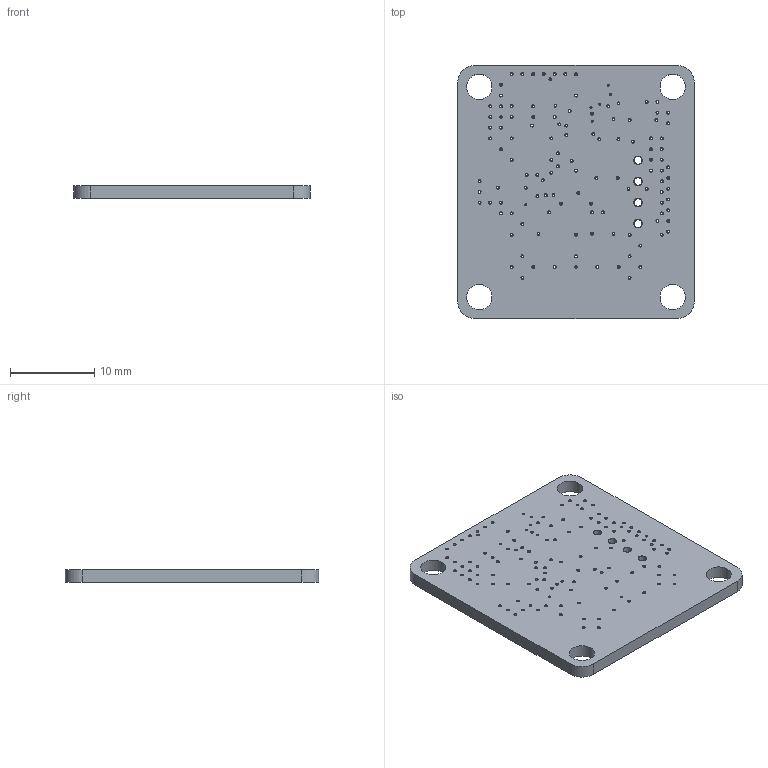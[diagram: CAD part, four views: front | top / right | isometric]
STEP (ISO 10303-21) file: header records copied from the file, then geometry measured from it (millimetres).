
FILE_DESCRIPTION(/* description */ (''),/* implementation_level */ '2;1');
FILE_NAME(/* name */ 'sensorBoadOutlin.step',/* time_stamp */ '2022-11-28T13:01:24+01:00',/* author */ (''),/* organization */ (''),/* preprocessor_version */ 'ST-DEVELOPER v19.2',/* originating_system */ 'Autodesk Translation Framework v11.17.0.187',/* authorisation */ '');
FILE_SCHEMA (('AUTOMOTIVE_DESIGN { 1 0 10303 214 3 1 1 }'));
Length unit declared in the file: millimetre
Products named in the file (3): test; RobotPatient_BMI270 v1; Board
Assembly tree (2 placements, depth 3):
  test
    RobotPatient_BMI270 v1
      Board
Bounding box: 28 x 30 x 1.52 mm (x, y, z)
Volume: 1212.3 mm3; surface area: 2459.1 mm2
Topology: 131 solids, 131 shells, 664 faces, 1206 edges, 804 vertices
Faces by surface type: cylinder 398, plane 266
Full cylindrical faces by diameter (mm): 0.18 x6, 0.235 x3, 0.25 x12, 0.28 x117, 0.305 x6, 0.35 x234, 0.93 x4, 1 x8, 3 x4
Entity records: 17736 total; most frequent: DIRECTION 3342, CARTESIAN_POINT 2680, ORIENTED_EDGE 2412, AXIS2_PLACEMENT_3D 1466, EDGE_CURVE 1206, EDGE_LOOP 1192, VERTEX_POINT 804, CIRCLE 796
